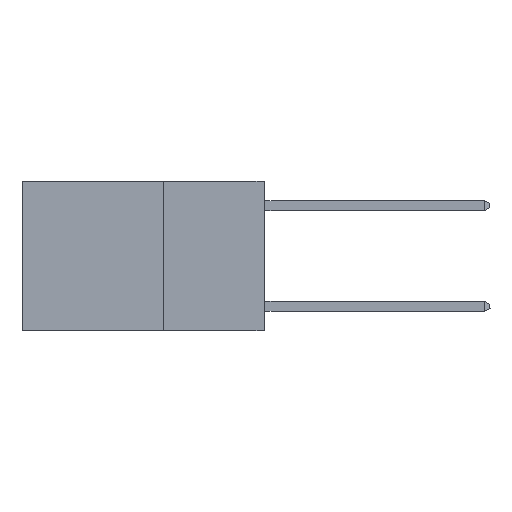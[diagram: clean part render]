
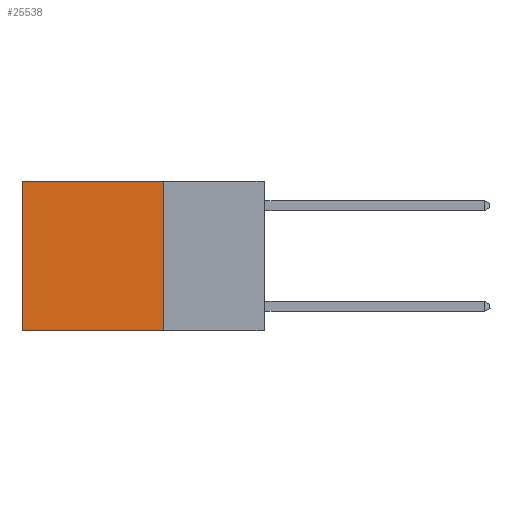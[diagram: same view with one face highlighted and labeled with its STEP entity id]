
A CAD part, left-side view. The second image highlights one B-rep face of the part: STEP entity #25538.
In plain terms, the highlighted planar face has unit normal (-1, 0, 0).
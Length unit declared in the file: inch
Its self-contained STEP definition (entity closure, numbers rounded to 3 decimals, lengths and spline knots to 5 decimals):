
#1679 = FACE_OUTER_BOUND ( 'NONE', #12535, .T. ) ;
#1925 = CARTESIAN_POINT ( 'NONE',  ( 0.2625, 0.6, 0. ) ) ;
#2328 = EDGE_CURVE ( 'NONE', #11839, #18907, #16874, .T. ) ;
#2348 = DIRECTION ( 'NONE',  ( 0., 0., -1. ) ) ;
#4284 = LINE ( 'NONE', #9173, #8170 ) ;
#4715 = AXIS2_PLACEMENT_3D ( 'NONE', #13610, #15841, #2348 ) ;
#5101 = DIRECTION ( 'NONE',  ( 0., 1., 0. ) ) ;
#6484 = EDGE_CURVE ( 'NONE', #19821, #11839, #19157, .T. ) ;
#7093 = CARTESIAN_POINT ( 'NONE',  ( 0.2625, 0.6, 0. ) ) ;
#7608 = ORIENTED_EDGE ( 'NONE', *, *, #12874, .F. ) ;
#7785 = CARTESIAN_POINT ( 'NONE',  ( 0.2625, 0.25, -0.37 ) ) ;
#8170 = VECTOR ( 'NONE', #27167, 39.37008 ) ;
#8211 = DIRECTION ( 'NONE',  ( 0., 1., 0. ) ) ;
#8844 = DIRECTION ( 'NONE',  ( 0., 0., -1. ) ) ;
#8944 = CARTESIAN_POINT ( 'NONE',  ( 0.2625, 0.25, 0. ) ) ;
#9173 = CARTESIAN_POINT ( 'NONE',  ( 0.2625, 0.25, 0. ) ) ;
#10416 = CARTESIAN_POINT ( 'NONE',  ( 0.2625, 0.6, -0.37 ) ) ;
#10903 = VECTOR ( 'NONE', #8844, 39.37008 ) ;
#11331 = PLANE ( 'NONE',  #4715 ) ;
#11839 = VERTEX_POINT ( 'NONE', #7093 ) ;
#12535 = EDGE_LOOP ( 'NONE', ( #20837, #15523, #7608, #27899 ) ) ;
#12874 = EDGE_CURVE ( 'NONE', #19821, #24661, #4284, .T. ) ;
#13178 = VECTOR ( 'NONE', #8211, 39.37008 ) ;
#13610 = CARTESIAN_POINT ( 'NONE',  ( 0.2625, 0.25, 0. ) ) ;
#13989 = VECTOR ( 'NONE', #5101, 39.37008 ) ;
#14694 = LINE ( 'NONE', #18571, #13989 ) ;
#15523 = ORIENTED_EDGE ( 'NONE', *, *, #15578, .F. ) ;
#15578 = EDGE_CURVE ( 'NONE', #24661, #18907, #14694, .T. ) ;
#15841 = DIRECTION ( 'NONE',  ( 1., 0., 0. ) ) ;
#16874 = LINE ( 'NONE', #1925, #10903 ) ;
#18571 = CARTESIAN_POINT ( 'NONE',  ( 0.2625, 0.25, -0.37 ) ) ;
#18907 = VERTEX_POINT ( 'NONE', #10416 ) ;
#19157 = LINE ( 'NONE', #23964, #13178 ) ;
#19821 = VERTEX_POINT ( 'NONE', #8944 ) ;
#20837 = ORIENTED_EDGE ( 'NONE', *, *, #2328, .T. ) ;
#23964 = CARTESIAN_POINT ( 'NONE',  ( 0.2625, 0.25, 0. ) ) ;
#24661 = VERTEX_POINT ( 'NONE', #7785 ) ;
#25538 = ADVANCED_FACE ( 'NONE', ( #1679 ), #11331, .F. ) ;
#27167 = DIRECTION ( 'NONE',  ( 0., 0., -1. ) ) ;
#27899 = ORIENTED_EDGE ( 'NONE', *, *, #6484, .T. ) ;
